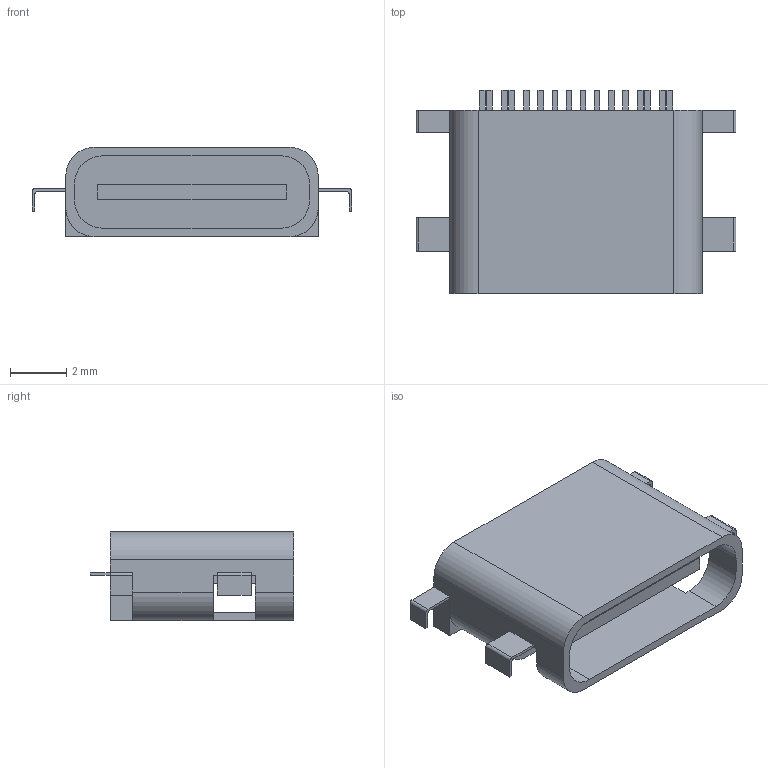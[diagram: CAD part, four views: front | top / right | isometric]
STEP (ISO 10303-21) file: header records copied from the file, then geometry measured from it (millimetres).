
FILE_DESCRIPTION(/* description */ (''),/* implementation_level */ '2;1');
FILE_NAME(/* name */ 'TYPE-C-31-M-13C.step',/* time_stamp */ '2023-09-23T23:15:13+09:00',/* author */ (''),/* organization */ (''),/* preprocessor_version */ 'ST-DEVELOPER v20',/* originating_system */ 'Autodesk Translation Framework v12.9.0.99',/* authorisation */ '');
FILE_SCHEMA (('AUTOMOTIVE_DESIGN { 1 0 10303 214 3 1 1 }'));
Length unit declared in the file: millimetre
Products named in the file (1): TYPE-C-31-M-13C
Bounding box: 11.34 x 7.2 x 3.16 mm (x, y, z)
Volume: 96.4 mm3; surface area: 434.7 mm2
Topology: 18 solids, 18 shells, 188 faces, 466 edges, 310 vertices
Faces by surface type: plane 164, cylinder 24
Entity records: 5544 total; most frequent: CARTESIAN_POINT 965, ORIENTED_EDGE 932, DIRECTION 892, EDGE_CURVE 466, LINE 418, VECTOR 418, VERTEX_POINT 310, AXIS2_PLACEMENT_3D 237
